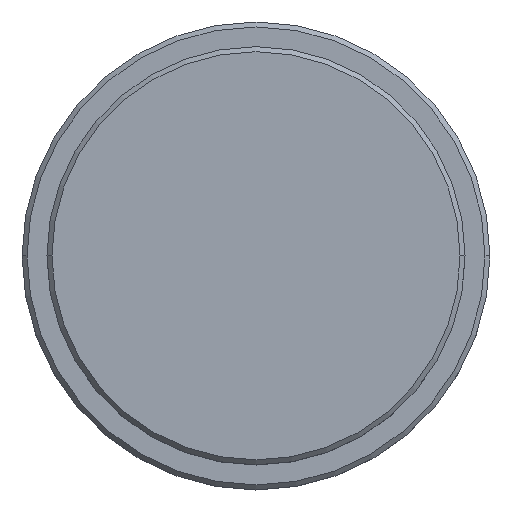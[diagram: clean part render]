
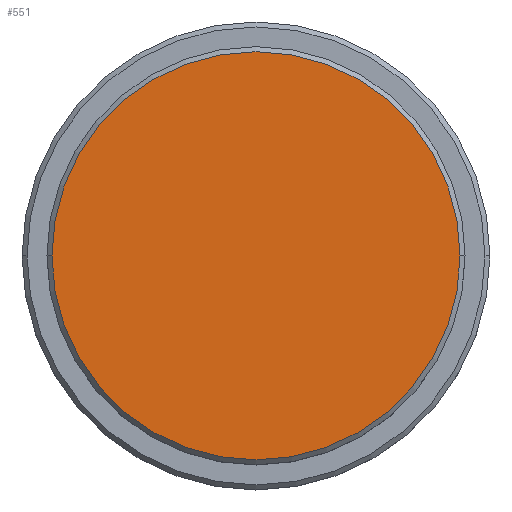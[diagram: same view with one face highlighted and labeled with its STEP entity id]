
A CAD part, top view. The second image highlights one B-rep face of the part: STEP entity #551.
In plain terms, the highlighted planar face has unit normal (0, 0, 1).
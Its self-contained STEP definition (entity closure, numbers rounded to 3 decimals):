
#68 = DIRECTION ( 'NONE',  ( 0., 0., 1. ) ) ;
#72 = ORIENTED_EDGE ( 'NONE', *, *, #777, .T. ) ;
#166 = DIRECTION ( 'NONE',  ( 1., 0., 0. ) ) ;
#261 = VERTEX_POINT ( 'NONE', #1383 ) ;
#271 = PLANE ( 'NONE',  #456 ) ;
#295 = CARTESIAN_POINT ( 'NONE',  ( 0., 0., 0. ) ) ;
#343 = CARTESIAN_POINT ( 'NONE',  ( 0., 0., 0. ) ) ;
#349 = DIRECTION ( 'NONE',  ( 0., 0., 1. ) ) ;
#377 = EDGE_LOOP ( 'NONE', ( #923, #72 ) ) ;
#408 = EDGE_CURVE ( 'NONE', #261, #1039, #638, .T. ) ;
#456 = AXIS2_PLACEMENT_3D ( 'NONE', #699, #68, #166 ) ;
#551 = ADVANCED_FACE ( 'NONE', ( #1244 ), #271, .T. ) ;
#597 = CIRCLE ( 'NONE', #1396, 20.5 ) ;
#638 = CIRCLE ( 'NONE', #933, 20.5 ) ;
#699 = CARTESIAN_POINT ( 'NONE',  ( 0., 0., 0. ) ) ;
#763 = DIRECTION ( 'NONE',  ( 1., 0., 0. ) ) ;
#777 = EDGE_CURVE ( 'NONE', #1039, #261, #597, .T. ) ;
#923 = ORIENTED_EDGE ( 'NONE', *, *, #408, .T. ) ;
#933 = AXIS2_PLACEMENT_3D ( 'NONE', #343, #349, #763 ) ;
#940 = DIRECTION ( 'NONE',  ( 0., 0., 1. ) ) ;
#1039 = VERTEX_POINT ( 'NONE', #1060 ) ;
#1056 = DIRECTION ( 'NONE',  ( 1., 0., 0. ) ) ;
#1060 = CARTESIAN_POINT ( 'NONE',  ( 20.5, 0., 0. ) ) ;
#1244 = FACE_OUTER_BOUND ( 'NONE', #377, .T. ) ;
#1383 = CARTESIAN_POINT ( 'NONE',  ( -20.5, 0., 0. ) ) ;
#1396 = AXIS2_PLACEMENT_3D ( 'NONE', #295, #940, #1056 ) ;
